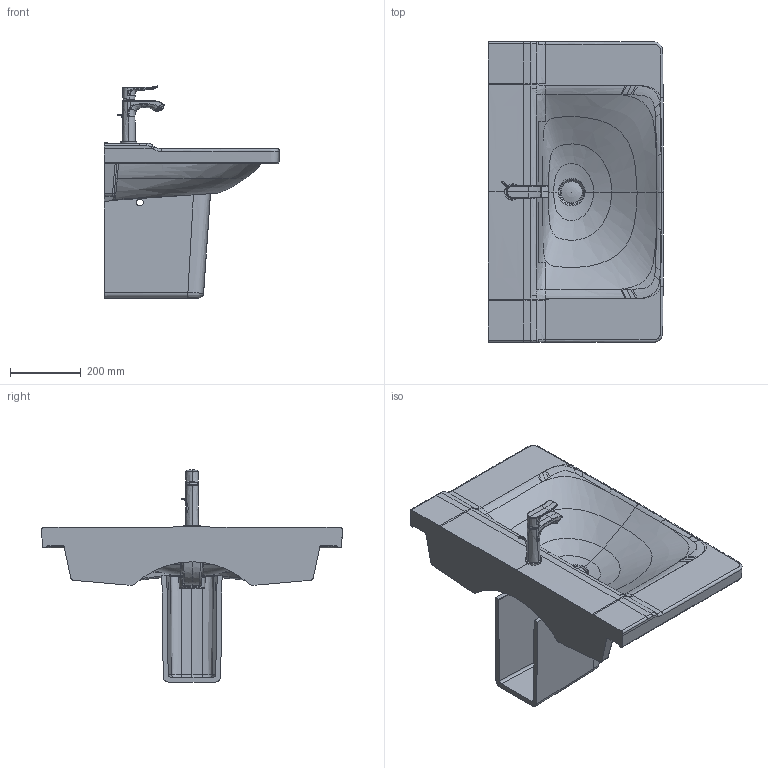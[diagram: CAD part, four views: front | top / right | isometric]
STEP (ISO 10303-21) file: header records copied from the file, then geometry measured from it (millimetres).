
FILE_DESCRIPTION((''),'2;1');
FILE_NAME('233285_085837.stp','2015-07-14T16:02:56',('Administrator'),(''),'Autodesk Inventor 2011','Autodesk Inventor 2011','');
FILE_SCHEMA(('CONFIG_CONTROL_DESIGN'));
Length unit declared in the file: millimetre
Products named in the file (15): 233285_085837; 233285; 085837; WT-Armatur HANSGROHE METRIS; Gehäuse; Rosette Citerio; Griff_HWB_Metris; Griffstopfen; Zugstange Griff; Rosette Talis; Neoperl Strahler; Strahlreglerhuelse; Strahler; Kelch; Stopfen
Assembly tree (14 placements, depth 4):
  233285_085837
    233285
    085837
    WT-Armatur HANSGROHE METRIS
      Gehäuse
      Rosette Citerio
      Griff_HWB_Metris
      Griffstopfen
      Zugstange Griff
      Rosette Talis
      Neoperl Strahler
        Strahlreglerhuelse
        Strahler
    Kelch
    Stopfen
Bounding box: 494.73 x 849.88 x 599.11 mm (x, y, z)
Volume: 21182104.2 mm3; surface area: 1794436.1 mm2
Topology: 12 solids, 12 shells, 1480 faces, 4136 edges, 2678 vertices
Faces by surface type: plane 520, bspline 504, cylinder 349, cone 48, torus 47, sphere 12
Full cylindrical faces by diameter (mm): 4 x1, 5 x1, 5.2 x1, 5.325 x1, 5.4 x1, 8.875 x1, 12.35 x1, 15.75 x1, 16 x1, 17.5 x1, 17.7 x1, 19.97 x1, 20 x2, 20.1 x1, 20.88 x1, 21 x1, 22.5 x2, 24 x2, 25 x1, 31.3 x1, 42 x1, 44 x1, 46 x1, 46.21 x1, 60 x1
Entity records: 159416 total; most frequent: CARTESIAN_POINT 123221, ORIENTED_EDGE 8110, DIRECTION 5858, EDGE_CURVE 4055, VERTEX_POINT 2657, AXIS2_PLACEMENT_3D 2309, EDGE_LOOP 1565, FACE_OUTER_BOUND 1480
